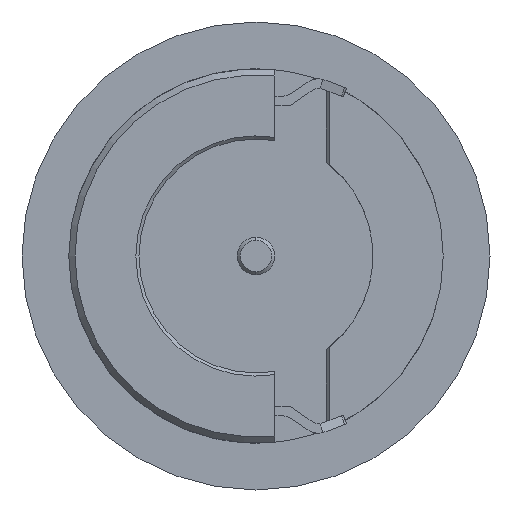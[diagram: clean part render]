
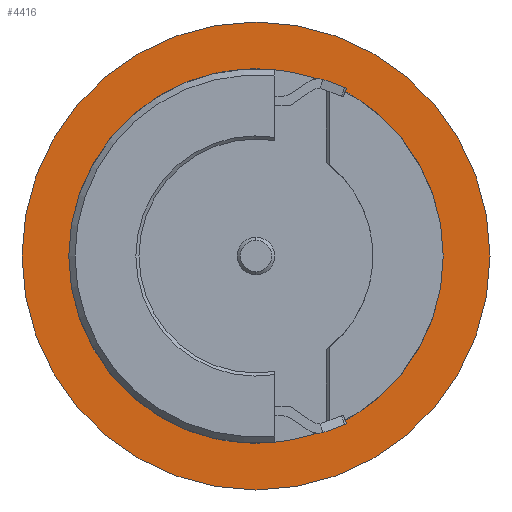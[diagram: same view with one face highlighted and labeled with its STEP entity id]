
A CAD part, left-side view. The second image highlights one B-rep face of the part: STEP entity #4416.
In plain terms, the highlighted planar face has unit normal (-1, 0, 0).
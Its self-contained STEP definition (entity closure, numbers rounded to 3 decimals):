
#29=CARTESIAN_POINT('',(-1.,0.,0.));
#30=DIRECTION('',(-1.,0.,0.));
#31=DIRECTION('',(0.,1.,0.));
#32=AXIS2_PLACEMENT_3D('',#29,#30,#31);
#34=CARTESIAN_POINT('',(-1.,0.,0.));
#35=DIRECTION('',(1.,0.,0.));
#36=DIRECTION('',(0.,1.,0.));
#37=AXIS2_PLACEMENT_3D('',#34,#35,#36);
#58=CARTESIAN_POINT('',(-1.,0.,0.));
#59=DIRECTION('',(1.,0.,0.));
#60=DIRECTION('',(0.,1.,0.));
#61=AXIS2_PLACEMENT_3D('',#58,#59,#60);
#118=CARTESIAN_POINT('',(-1.,0.,0.));
#119=DIRECTION('',(-1.,0.,0.));
#120=DIRECTION('',(0.,1.,0.));
#121=AXIS2_PLACEMENT_3D('',#118,#119,#120);
#3951=CARTESIAN_POINT('',(-1.,7.5,0.));
#3953=VERTEX_POINT('',#3951);
#3955=CARTESIAN_POINT('',(-1.,-7.5,0.));
#3957=VERTEX_POINT('',#3955);
#3958=CARTESIAN_POINT('',(-1.,6.,0.));
#3959=CARTESIAN_POINT('',(-1.,-6.,0.));
#3960=VERTEX_POINT('',#3958);
#3961=VERTEX_POINT('',#3959);
#4401=CARTESIAN_POINT('',(-1.,0.,0.));
#4402=DIRECTION('',(1.,0.,0.));
#4403=DIRECTION('',(0.,-1.,0.));
#4404=AXIS2_PLACEMENT_3D('',#4401,#4402,#4403);
#4405=PLANE('',#4404);
#4406=ORIENTED_EDGE('',*,*,#4394,.F.);
#4407=ORIENTED_EDGE('',*,*,#4383,.T.);
#4408=EDGE_LOOP('',(#4406,#4407));
#4409=FACE_OUTER_BOUND('',#4408,.F.);
#4411=ORIENTED_EDGE('',*,*,#4410,.F.);
#4413=ORIENTED_EDGE('',*,*,#4412,.T.);
#4414=EDGE_LOOP('',(#4411,#4413));
#4415=FACE_BOUND('',#4414,.F.);
#4416=ADVANCED_FACE('',(#4409,#4415),#4405,.F.);
#33=CIRCLE('',#32,7.5);
#38=CIRCLE('',#37,7.5);
#62=CIRCLE('',#61,6.);
#122=CIRCLE('',#121,6.);
#4383=EDGE_CURVE('',#3953,#3957,#38,.T.);
#4394=EDGE_CURVE('',#3953,#3957,#33,.T.);
#4410=EDGE_CURVE('',#3960,#3961,#62,.T.);
#4412=EDGE_CURVE('',#3960,#3961,#122,.T.);
